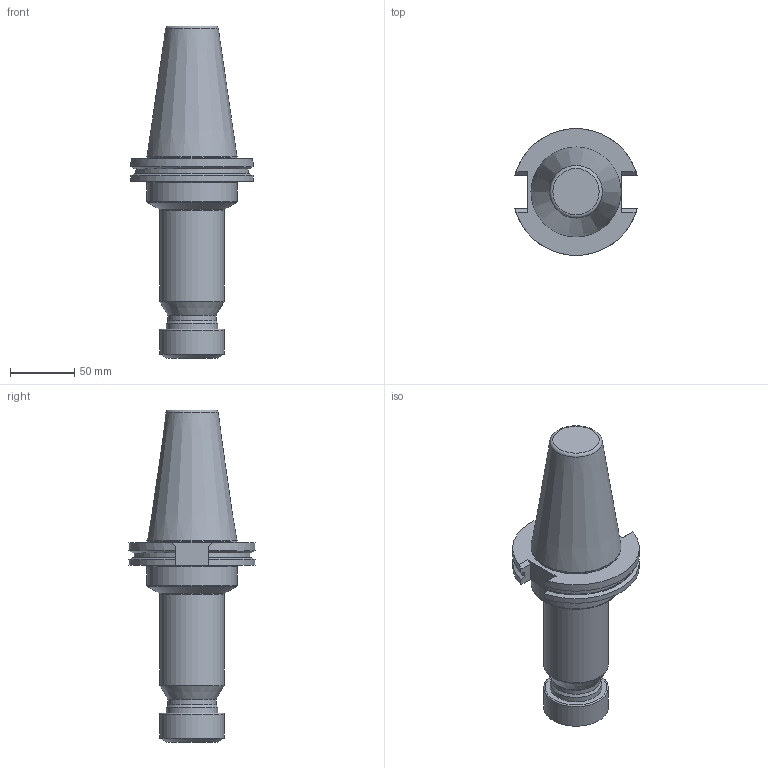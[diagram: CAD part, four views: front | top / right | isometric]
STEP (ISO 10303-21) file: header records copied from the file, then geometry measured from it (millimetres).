
FILE_DESCRIPTION(/* description */ (''),/* implementation_level */ '2;1');
FILE_NAME(/* name */ '1717594131448.stp',/* time_stamp */ '2024-06-05T15:28:56+02:00',/* author */ (''),/* organization */ ('SMS'),/* preprocessor_version */ 'ST-DEVELOPER v16.7',/* originating_system */ 'SIEMENS PLM Software NX 12.0',/* authorisation */ '');
FILE_SCHEMA (('AUTOMOTIVE_DESIGN { 1 0 10303 214 3 1 1 1 }'));
Length unit declared in the file: millimetre
Products named in the file (1): 205291020mod000_00
Bounding box: 94.96 x 98.06 x 257.6 mm (x, y, z)
Volume: 660154.4 mm3; surface area: 58338.4 mm2
Topology: 1 solids, 1 shells, 48 faces, 124 edges, 83 vertices
Faces by surface type: plane 19, cylinder 12, cone 10, torus 7
Full cylindrical faces by diameter (mm): 37.5 x1, 40 x1, 50 x2, 69.25 x1, 69.85 x1
Entity records: 1370 total; most frequent: CARTESIAN_POINT 251, DIRECTION 233, ORIENTED_EDGE 192, EDGE_CURVE 96, AXIS2_PLACEMENT_3D 94, VERTEX_POINT 71, EDGE_LOOP 69, ADVANCED_FACE 48
